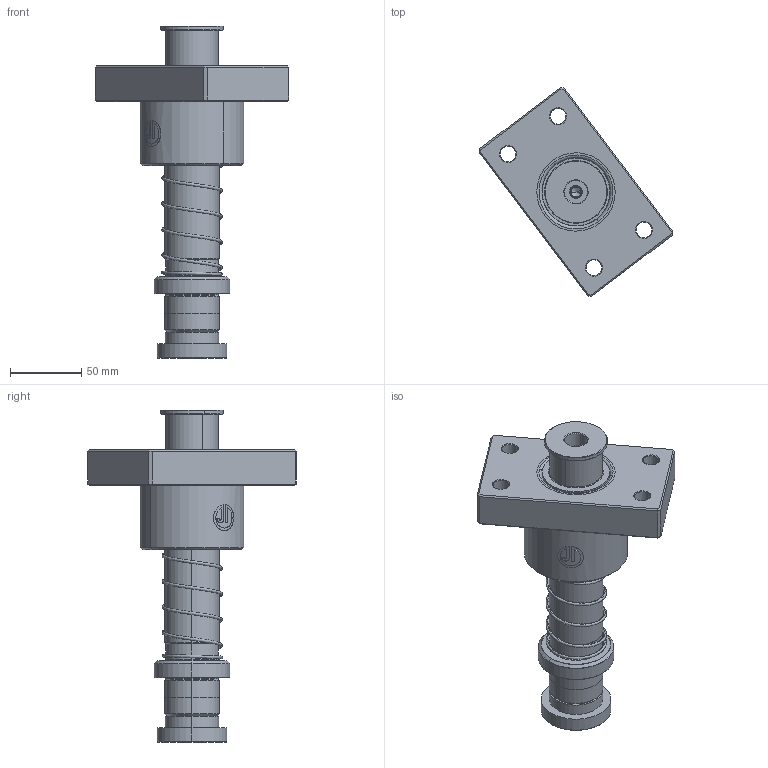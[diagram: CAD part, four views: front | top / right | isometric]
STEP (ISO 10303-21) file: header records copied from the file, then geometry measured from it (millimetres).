
FILE_DESCRIPTION (( 'STEP AP214' ), '1' );
FILE_NAME ('FRKS FRKJ-D38-L60(BL-70).STEP', '2021-09-14T02:06:48', ( '' ), ( '' ), 'SwSTEP 2.0', 'SolidWorks 2016', '' );
FILE_SCHEMA (( 'AUTOMOTIVE_DESIGN' ));
Length unit declared in the file: millimetre
Products named in the file (230): BALL-D5; TRPK-D38-L160; TRPK蹟簽D38; HWP-D42.5-d38.5-L80; SAB-38; BSH-D47.5-38.5-L70郪蚾; SAB-38-1; FRKS FRKJ-D38-L60(BL-70); GTK-D44-d37; BSH-47.5-38.5-L70
Assembly tree (222 placements, depth 3):
  BALL-D5
  BALL-D5
  BALL-D5
  BALL-D5
  BALL-D5
Bounding box: 135.82 x 146.51 x 233 mm (x, y, z)
Volume: 603727.1 mm3; surface area: 170917 mm2
Topology: 217 solids, 217 shells, 1046 faces, 4425 edges, 2944 vertices
Faces by surface type: sphere 840, cylinder 60, cone 58, plane 58, torus 16, bspline 14
Entity records: 49578 total; most frequent: CARTESIAN_POINT 28923, ORIENTED_EDGE 3624, DIRECTION 3270, EDGE_CURVE 1812, AXIS2_PLACEMENT_3D 1533, VERTEX_POINT 1196, EDGE_LOOP 1118, B_SPLINE_CURVE_WITH_KNOTS 921
